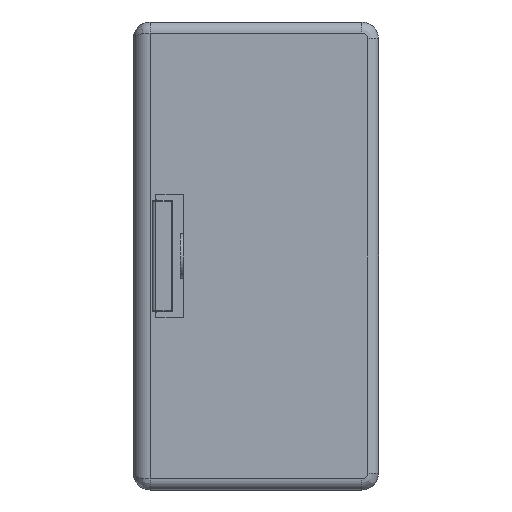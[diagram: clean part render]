
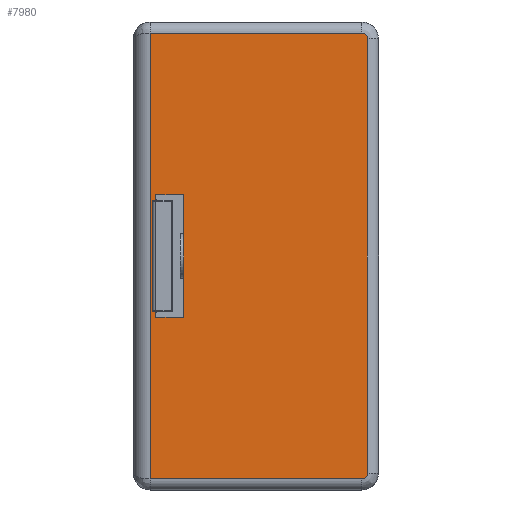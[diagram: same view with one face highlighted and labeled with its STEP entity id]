
A CAD part, left-side view. The second image highlights one B-rep face of the part: STEP entity #7980.
In plain terms, the highlighted planar face has unit normal (-1, 0, 0).
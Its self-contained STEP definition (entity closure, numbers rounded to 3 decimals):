
#169=FACE_BOUND('',#1129,.T.);
#246=PLANE('',#8574);
#666=FACE_OUTER_BOUND('',#1128,.T.);
#1128=EDGE_LOOP('',(#5926,#5927,#5928,#5929,#5930,#5931));
#1129=EDGE_LOOP('',(#5932,#5933,#5934,#5935));
#1805=LINE('',#12060,#2712);
#1806=LINE('',#12062,#2713);
#1807=LINE('',#12064,#2714);
#1808=LINE('',#12068,#2715);
#1809=LINE('',#12072,#2716);
#1810=LINE('',#12074,#2717);
#1811=LINE('',#12076,#2718);
#1812=LINE('',#12077,#2719);
#2712=VECTOR('',#9601,1000.);
#2713=VECTOR('',#9602,1000.);
#2714=VECTOR('',#9603,1000.);
#2715=VECTOR('',#9606,1000.);
#2716=VECTOR('',#9609,1000.);
#2717=VECTOR('',#9610,1000.);
#2718=VECTOR('',#9611,1000.);
#2719=VECTOR('',#9612,1000.);
#3438=CIRCLE('',#8575,0.5);
#3439=CIRCLE('',#8576,0.5);
#3853=VERTEX_POINT('',#12058);
#3854=VERTEX_POINT('',#12059);
#3855=VERTEX_POINT('',#12061);
#3856=VERTEX_POINT('',#12063);
#3857=VERTEX_POINT('',#12065);
#3858=VERTEX_POINT('',#12067);
#3859=VERTEX_POINT('',#12070);
#3860=VERTEX_POINT('',#12071);
#3861=VERTEX_POINT('',#12073);
#3862=VERTEX_POINT('',#12075);
#4662=EDGE_CURVE('',#3853,#3854,#1805,.T.);
#4663=EDGE_CURVE('',#3854,#3855,#1806,.T.);
#4664=EDGE_CURVE('',#3855,#3856,#1807,.T.);
#4665=EDGE_CURVE('',#3856,#3857,#3438,.T.);
#4666=EDGE_CURVE('',#3857,#3858,#1808,.T.);
#4667=EDGE_CURVE('',#3858,#3853,#3439,.T.);
#4668=EDGE_CURVE('',#3859,#3860,#1809,.T.);
#4669=EDGE_CURVE('',#3860,#3861,#1810,.T.);
#4670=EDGE_CURVE('',#3861,#3862,#1811,.T.);
#4671=EDGE_CURVE('',#3862,#3859,#1812,.T.);
#5926=ORIENTED_EDGE('',*,*,#4662,.T.);
#5927=ORIENTED_EDGE('',*,*,#4663,.T.);
#5928=ORIENTED_EDGE('',*,*,#4664,.T.);
#5929=ORIENTED_EDGE('',*,*,#4665,.T.);
#5930=ORIENTED_EDGE('',*,*,#4666,.T.);
#5931=ORIENTED_EDGE('',*,*,#4667,.T.);
#5932=ORIENTED_EDGE('',*,*,#4668,.T.);
#5933=ORIENTED_EDGE('',*,*,#4669,.T.);
#5934=ORIENTED_EDGE('',*,*,#4670,.T.);
#5935=ORIENTED_EDGE('',*,*,#4671,.T.);
#7980=ADVANCED_FACE('',(#666,#169),#246,.F.);
#8574=AXIS2_PLACEMENT_3D('',#12057,#9599,#9600);
#8575=AXIS2_PLACEMENT_3D('',#12066,#9604,#9605);
#8576=AXIS2_PLACEMENT_3D('',#12069,#9607,#9608);
#9599=DIRECTION('center_axis',(1.,0.,0.));
#9600=DIRECTION('ref_axis',(0.,0.,-1.));
#9601=DIRECTION('',(0.,1.,0.));
#9602=DIRECTION('',(0.,0.,-1.));
#9603=DIRECTION('',(0.,-1.,0.));
#9604=DIRECTION('center_axis',(-1.,0.,0.));
#9605=DIRECTION('ref_axis',(0.,0.,-1.));
#9606=DIRECTION('',(0.,0.,1.));
#9607=DIRECTION('center_axis',(-1.,0.,0.));
#9608=DIRECTION('ref_axis',(0.,0.,-1.));
#9609=DIRECTION('',(0.,0.,-1.));
#9610=DIRECTION('',(0.,1.,0.));
#9611=DIRECTION('',(0.,0.,1.));
#9612=DIRECTION('',(0.,-1.,0.));
#12057=CARTESIAN_POINT('Origin',(-44.5,1.2,-21.));
#12058=CARTESIAN_POINT('',(-44.5,1.5,20.));
#12059=CARTESIAN_POINT('',(-44.5,20.5,20.));
#12060=CARTESIAN_POINT('',(-44.5,1.2,20.));
#12061=CARTESIAN_POINT('',(-44.5,20.5,-20.));
#12062=CARTESIAN_POINT('',(-44.5,20.5,-20.));
#12063=CARTESIAN_POINT('',(-44.5,1.5,-20.));
#12064=CARTESIAN_POINT('',(-44.5,1.2,-20.));
#12065=CARTESIAN_POINT('',(-44.5,1.,-19.5));
#12066=CARTESIAN_POINT('Origin',(-44.5,1.5,-19.5));
#12067=CARTESIAN_POINT('',(-44.5,1.,19.5));
#12068=CARTESIAN_POINT('',(-44.5,1.,-21.));
#12069=CARTESIAN_POINT('Origin',(-44.5,1.5,19.5));
#12070=CARTESIAN_POINT('',(-44.5,17.5,5.5));
#12071=CARTESIAN_POINT('',(-44.5,17.5,-5.5));
#12072=CARTESIAN_POINT('',(-44.5,17.5,5.5));
#12073=CARTESIAN_POINT('',(-44.5,20.,-5.5));
#12074=CARTESIAN_POINT('',(-44.5,20.,-5.5));
#12075=CARTESIAN_POINT('',(-44.5,20.,5.5));
#12076=CARTESIAN_POINT('',(-44.5,20.,5.5));
#12077=CARTESIAN_POINT('',(-44.5,20.,5.5));
